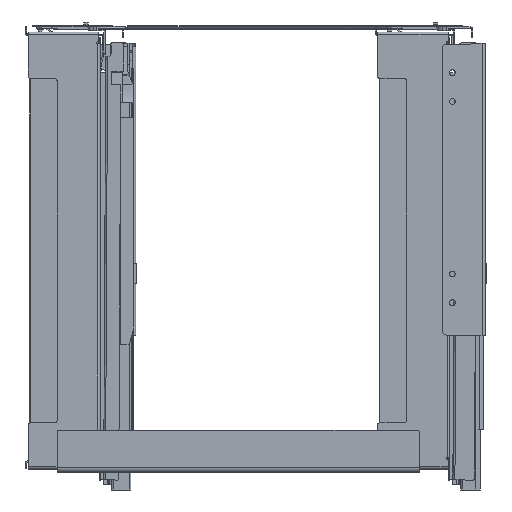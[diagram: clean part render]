
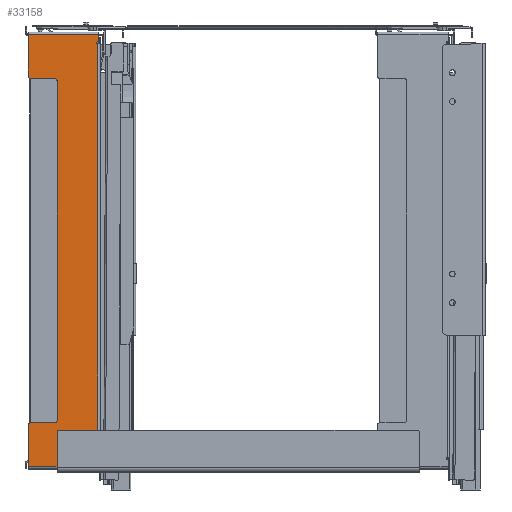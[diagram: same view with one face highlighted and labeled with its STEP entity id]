
A CAD part, left-side view. The second image highlights one B-rep face of the part: STEP entity #33158.
In plain terms, the highlighted planar face has unit normal (-1, 0, 0).
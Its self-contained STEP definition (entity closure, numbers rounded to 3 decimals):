
#1850=CIRCLE('',#35811,2.5);
#1851=CIRCLE('',#35814,2.5);
#1857=CIRCLE('',#35827,2.5);
#1858=CIRCLE('',#35830,1.25);
#1859=CIRCLE('',#35831,2.5);
#1860=CIRCLE('',#35832,2.5);
#3423=FACE_OUTER_BOUND('',#5178,.T.);
#5178=EDGE_LOOP('',(#28470,#28471,#28472,#28473,#28474,#28475,#28476,#28477,
#28478,#28479,#28480,#28481,#28482,#28483,#28484,#28485,#28486,#28487));
#8449=LINE('',#57377,#11944);
#8453=LINE('',#57387,#11948);
#8522=LINE('',#57583,#12017);
#8531=LINE('',#57610,#12026);
#8534=LINE('',#57618,#12029);
#8548=LINE('',#57654,#12043);
#8549=LINE('',#57658,#12044);
#8550=LINE('',#57659,#12045);
#8551=LINE('',#57662,#12046);
#8552=LINE('',#57664,#12047);
#8553=LINE('',#57667,#12048);
#8554=LINE('',#57669,#12049);
#11944=VECTOR('',#43861,10.);
#11948=VECTOR('',#43871,10.);
#12017=VECTOR('',#44086,10.);
#12026=VECTOR('',#44119,10.);
#12029=VECTOR('',#44128,10.);
#12043=VECTOR('',#44168,10.);
#12044=VECTOR('',#44171,10.);
#12045=VECTOR('',#44172,10.);
#12046=VECTOR('',#44175,10.);
#12047=VECTOR('',#44176,10.);
#12048=VECTOR('',#44179,10.);
#12049=VECTOR('',#44180,10.);
#13312=VERTEX_POINT('',#47797);
#14754=VERTEX_POINT('',#56084);
#15114=VERTEX_POINT('',#57374);
#15115=VERTEX_POINT('',#57376);
#15118=VERTEX_POINT('',#57386);
#15172=VERTEX_POINT('',#57581);
#15176=VERTEX_POINT('',#57603);
#15177=VERTEX_POINT('',#57604);
#15178=VERTEX_POINT('',#57609);
#15179=VERTEX_POINT('',#57613);
#15180=VERTEX_POINT('',#57617);
#15189=VERTEX_POINT('',#57650);
#15190=VERTEX_POINT('',#57656);
#15191=VERTEX_POINT('',#57657);
#15192=VERTEX_POINT('',#57660);
#15193=VERTEX_POINT('',#57663);
#15194=VERTEX_POINT('',#57665);
#15195=VERTEX_POINT('',#57668);
#19575=EDGE_CURVE('',#15115,#15114,#8449,.T.);
#19580=EDGE_CURVE('',#15118,#14754,#8453,.T.);
#19680=EDGE_CURVE('',#14754,#15172,#8522,.T.);
#19689=EDGE_CURVE('',#15176,#15177,#1850,.T.);
#19692=EDGE_CURVE('',#15178,#15177,#8531,.T.);
#19694=EDGE_CURVE('',#15178,#15179,#1851,.T.);
#19696=EDGE_CURVE('',#15180,#15179,#8534,.T.);
#19714=EDGE_CURVE('',#15180,#15189,#1857,.T.);
#19716=EDGE_CURVE('',#15172,#15189,#8548,.T.);
#19717=EDGE_CURVE('',#15190,#15191,#8549,.T.);
#19718=EDGE_CURVE('',#15190,#13312,#8550,.T.);
#19719=EDGE_CURVE('',#13312,#15192,#1858,.T.);
#19720=EDGE_CURVE('',#15192,#15118,#8551,.T.);
#19721=EDGE_CURVE('',#15176,#15193,#8552,.T.);
#19722=EDGE_CURVE('',#15194,#15193,#1859,.T.);
#19723=EDGE_CURVE('',#15194,#15115,#8553,.T.);
#19724=EDGE_CURVE('',#15114,#15195,#8554,.T.);
#19725=EDGE_CURVE('',#15191,#15195,#1860,.T.);
#28470=ORIENTED_EDGE('',*,*,#19717,.F.);
#28471=ORIENTED_EDGE('',*,*,#19718,.T.);
#28472=ORIENTED_EDGE('',*,*,#19719,.T.);
#28473=ORIENTED_EDGE('',*,*,#19720,.T.);
#28474=ORIENTED_EDGE('',*,*,#19580,.T.);
#28475=ORIENTED_EDGE('',*,*,#19680,.T.);
#28476=ORIENTED_EDGE('',*,*,#19716,.T.);
#28477=ORIENTED_EDGE('',*,*,#19714,.F.);
#28478=ORIENTED_EDGE('',*,*,#19696,.T.);
#28479=ORIENTED_EDGE('',*,*,#19694,.F.);
#28480=ORIENTED_EDGE('',*,*,#19692,.T.);
#28481=ORIENTED_EDGE('',*,*,#19689,.F.);
#28482=ORIENTED_EDGE('',*,*,#19721,.T.);
#28483=ORIENTED_EDGE('',*,*,#19722,.F.);
#28484=ORIENTED_EDGE('',*,*,#19723,.T.);
#28485=ORIENTED_EDGE('',*,*,#19575,.T.);
#28486=ORIENTED_EDGE('',*,*,#19724,.T.);
#28487=ORIENTED_EDGE('',*,*,#19725,.F.);
#30583=PLANE('',#35829);
#33158=ADVANCED_FACE('',(#3423),#30583,.F.);
#35811=AXIS2_PLACEMENT_3D('',#57605,#44113,#44114);
#35814=AXIS2_PLACEMENT_3D('',#57614,#44123,#44124);
#35827=AXIS2_PLACEMENT_3D('',#57651,#44163,#44164);
#35829=AXIS2_PLACEMENT_3D('',#57655,#44169,#44170);
#35830=AXIS2_PLACEMENT_3D('',#57661,#44173,#44174);
#35831=AXIS2_PLACEMENT_3D('',#57666,#44177,#44178);
#35832=AXIS2_PLACEMENT_3D('',#57670,#44181,#44182);
#43861=DIRECTION('',(0.,-1.,0.));
#43871=DIRECTION('',(0.,0.,1.));
#44086=DIRECTION('',(0.,1.,0.));
#44113=DIRECTION('center_axis',(-1.,0.,0.));
#44114=DIRECTION('ref_axis',(0.,-0.707,-0.707));
#44119=DIRECTION('',(0.,0.,-1.));
#44123=DIRECTION('center_axis',(-1.,0.,0.));
#44124=DIRECTION('ref_axis',(0.,-0.707,0.707));
#44128=DIRECTION('',(0.,-1.,0.));
#44163=DIRECTION('center_axis',(1.,0.,0.));
#44164=DIRECTION('ref_axis',(0.,0.707,-0.707));
#44168=DIRECTION('',(0.,0.,-1.));
#44169=DIRECTION('center_axis',(1.,0.,0.));
#44170=DIRECTION('ref_axis',(0.,-1.,0.));
#44171=DIRECTION('',(0.,1.,0.));
#44172=DIRECTION('',(0.,0.,1.));
#44173=DIRECTION('center_axis',(1.,0.,0.));
#44174=DIRECTION('ref_axis',(0.,0.,
-1.));
#44175=DIRECTION('',(0.,-1.,0.));
#44176=DIRECTION('',(0.,1.,0.));
#44177=DIRECTION('center_axis',(1.,0.,0.));
#44178=DIRECTION('ref_axis',(0.,0.707,0.707));
#44179=DIRECTION('',(0.,0.,-1.));
#44180=DIRECTION('',(0.,0.,1.));
#44181=DIRECTION('center_axis',(-1.,0.,0.));
#44182=DIRECTION('ref_axis',(0.,0.707,0.707));
#47797=CARTESIAN_POINT('',(-124.,432.743,-20.25));
#56084=CARTESIAN_POINT('',(-124.,431.743,-9.75));
#57374=CARTESIAN_POINT('',(-124.,478.243,-491.25));
#57376=CARTESIAN_POINT('',(-124.,510.243,-491.25));
#57377=CARTESIAN_POINT('',(-124.,510.243,-491.25));
#57386=CARTESIAN_POINT('',(-124.,431.743,-17.75));
#57387=CARTESIAN_POINT('',(-124.,431.743,-17.75));
#57581=CARTESIAN_POINT('',(-124.,510.243,-9.75));
#57583=CARTESIAN_POINT('',(-124.,431.743,-9.75));
#57603=CARTESIAN_POINT('',(-124.,480.743,-442.25));
#57604=CARTESIAN_POINT('',(-124.,478.243,-439.75));
#57605=CARTESIAN_POINT('Origin',(-124.,480.743,-439.75));
#57609=CARTESIAN_POINT('',(-124.,478.243,-61.25));
#57610=CARTESIAN_POINT('',(-124.,478.243,-346.375));
#57613=CARTESIAN_POINT('',(-124.,480.743,-58.75));
#57614=CARTESIAN_POINT('Origin',(-124.,480.743,-61.25));
#57617=CARTESIAN_POINT('',(-124.,507.743,-58.75));
#57618=CARTESIAN_POINT('',(-124.,474.143,-58.75));
#57650=CARTESIAN_POINT('',(-124.,510.243,-56.25));
#57651=CARTESIAN_POINT('Origin',(-124.,507.743,-56.25));
#57654=CARTESIAN_POINT('',(-124.,510.243,-9.75));
#57655=CARTESIAN_POINT('Origin',(-124.,470.043,-250.5));
#57656=CARTESIAN_POINT('',(-124.,432.743,-450.245));
#57657=CARTESIAN_POINT('',(-124.,475.743,-450.245));
#57658=CARTESIAN_POINT('',(-124.,59.743,-450.245));
#57659=CARTESIAN_POINT('',(-124.,432.743,-250.5));
#57660=CARTESIAN_POINT('',(-124.,432.743,-17.75));
#57661=CARTESIAN_POINT('Origin',(-124.,432.743,-19.));
#57662=CARTESIAN_POINT('',(-124.,432.743,-17.75));
#57663=CARTESIAN_POINT('',(-124.,507.743,-442.25));
#57664=CARTESIAN_POINT('',(-124.,490.143,-442.25));
#57665=CARTESIAN_POINT('',(-124.,510.243,-444.75));
#57666=CARTESIAN_POINT('Origin',(-124.,507.743,-444.75));
#57667=CARTESIAN_POINT('',(-124.,510.243,-9.75));
#57668=CARTESIAN_POINT('',(-124.,478.243,-452.745));
#57669=CARTESIAN_POINT('',(-124.,478.243,-489.023));
#57670=CARTESIAN_POINT('Origin',(-124.,475.743,-452.745));
